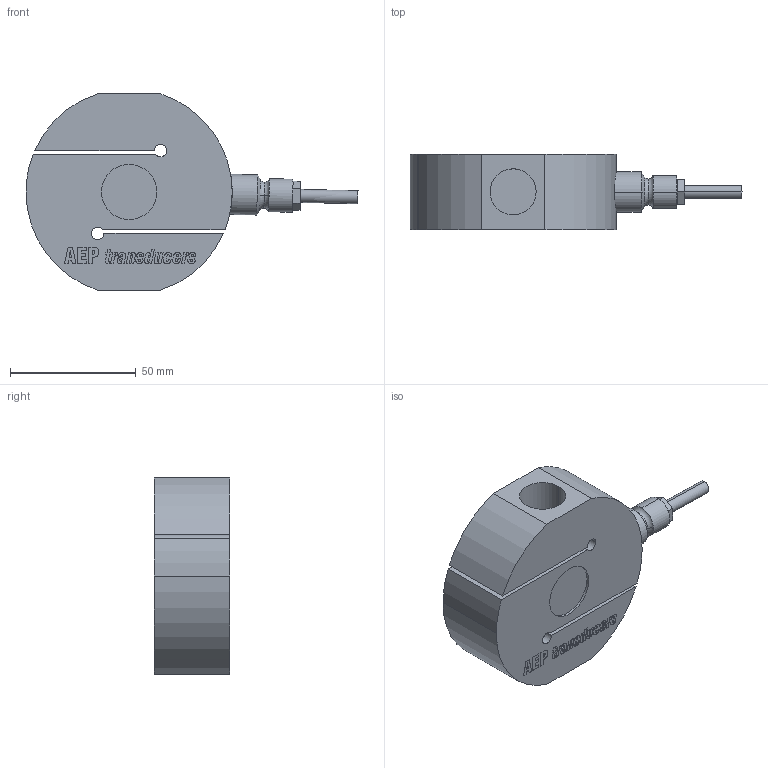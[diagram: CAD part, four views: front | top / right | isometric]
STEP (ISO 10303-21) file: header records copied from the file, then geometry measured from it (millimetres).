
FILE_DESCRIPTION(('STEP AP214'),'1');
FILE_NAME('TS 2.5t.stp','2015-05-20T07:56:42',(' '),(' '),'Spatial InterOp 3D',' ',' ');
FILE_SCHEMA(('automotive_design'));
Length unit declared in the file: metre
Products named in the file (1): Body
Bounding box: 132.03 x 30 x 78 mm (x, y, z)
Volume: 143307.1 mm3; surface area: 28679.3 mm2
Topology: 1 solids, 1 shells, 235 faces, 606 edges, 400 vertices
Faces by surface type: plane 153, extrusion 44, cylinder 30, torus 6, cone 2
Entity records: 9622 total; most frequent: CARTESIAN_POINT 2079, ORIENTED_EDGE 1212, DIRECTION 1022, EDGE_CURVE 606, VECTOR 478, LINE 434, VERTEX_POINT 400, AXIS2_PLACEMENT_3D 272
